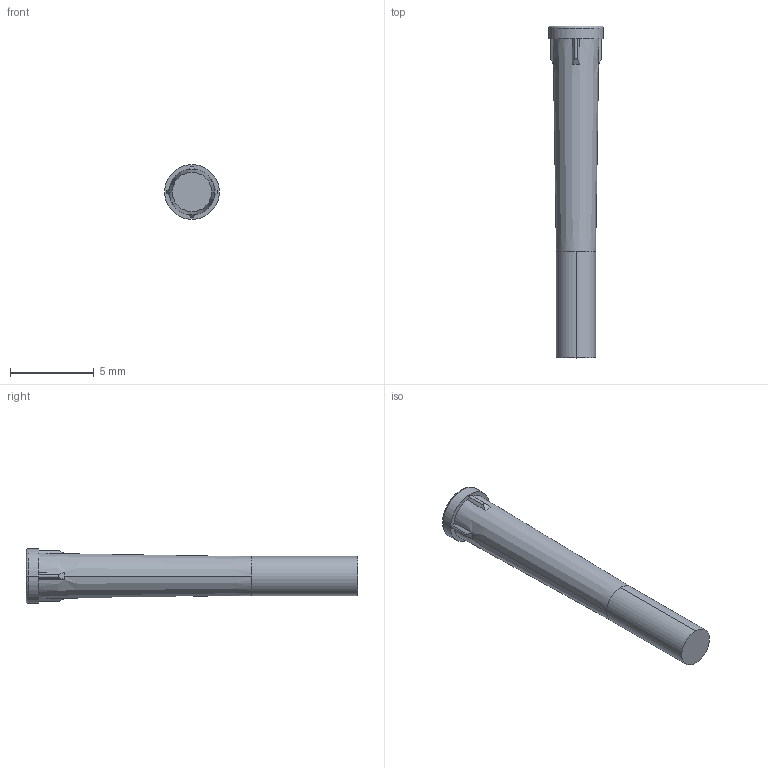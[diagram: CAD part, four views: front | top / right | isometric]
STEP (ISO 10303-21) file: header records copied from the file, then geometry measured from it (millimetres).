
FILE_DESCRIPTION((''),'2;1');
FILE_NAME('51513010750F','2019-08-22T',('dichosle'),(''),'PRO/ENGINEER BY PARAMETRIC TECHNOLOGY CORPORATION, 2014000','PRO/ENGINEER BY PARAMETRIC TECHNOLOGY CORPORATION, 2014000','');
FILE_SCHEMA(('CONFIG_CONTROL_DESIGN'));
Length unit declared in the file: inch
Products named in the file (1): 51513010750F
Bounding box: 3.27 x 19.81 x 3.27 mm (x, y, z)
Volume: 98.7 mm3; surface area: 171.6 mm2
Topology: 1 solids, 1 shells, 27 faces, 70 edges, 46 vertices
Faces by surface type: plane 11, cylinder 8, cone 6, torus 2
Entity records: 940 total; most frequent: CARTESIAN_POINT 247, ORIENTED_EDGE 140, DIRECTION 132, EDGE_CURVE 70, AXIS2_PLACEMENT_3D 55, VERTEX_POINT 46, EDGE_LOOP 28, CIRCLE 28
